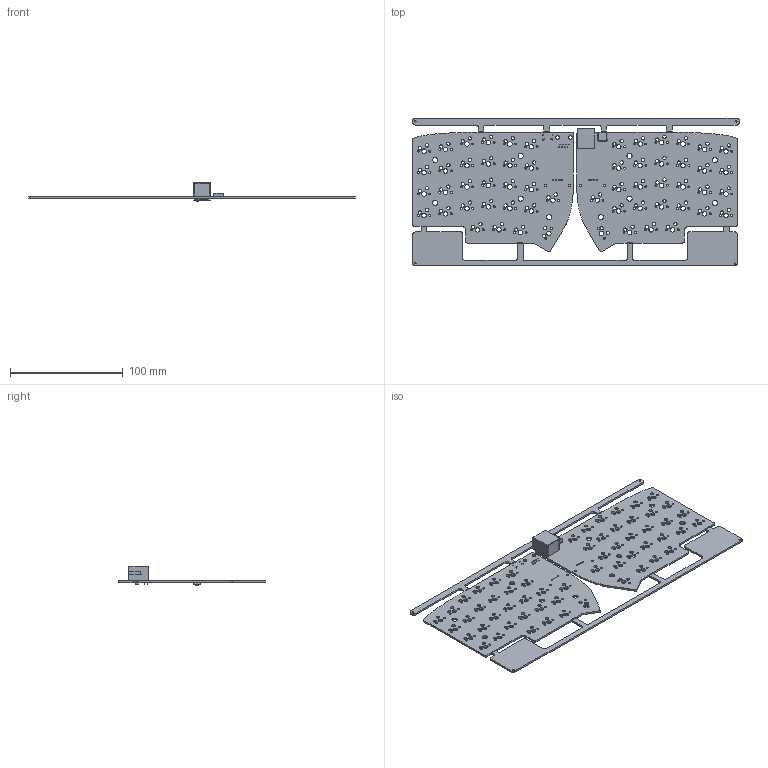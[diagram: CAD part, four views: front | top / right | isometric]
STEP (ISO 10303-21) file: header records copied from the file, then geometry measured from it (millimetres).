
FILE_DESCRIPTION(('KiCad electronic assembly'),'2;1');
FILE_NAME('Koca.step','2025-05-18T13:02:50',('Pcbnew'),('Kicad'), 'Open CASCADE STEP processor 7.8','KiCad to STEP converter','Unknown' );
FILE_SCHEMA(('AUTOMOTIVE_DESIGN { 1 0 10303 214 1 1 1 1 }'));
Length unit declared in the file: millimetre
Products named in the file (5): Koca 1; 54602-908LFc; HRO  TYPE-C-31-M-12; SW_SPST_CK_RS282G05A3; Koca58_PCB
Assembly tree (4 placements, depth 2):
  Koca 1
    54602-908LFc
    HRO  TYPE-C-31-M-12
    SW_SPST_CK_RS282G05A3
    Koca58_PCB
Bounding box: 290.06 x 131 x 16.89 mm (x, y, z)
Volume: 50250.1 mm3; surface area: 70450.6 mm2
Topology: 4 solids, 4 shells, 1121 faces, 3233 edges, 2146 vertices
Faces by surface type: plane 599, cylinder 500, cone 14, torus 8
Full cylindrical faces by diameter (mm): 0.5 x2, 0.6 x48, 0.65 x4, 0.76 x16, 1 x8, 1.152 x4, 1.7 x116, 2.2 x4, 3 x116, 3.2 x4, 4 x58, 4.65 x10
Entity records: 40085 total; most frequent: CARTESIAN_POINT 7215, ORIENTED_EDGE 6466, DIRECTION 6441, EDGE_CURVE 3233, LINE 2173, VECTOR 2173, VERTEX_POINT 2146, AXIS2_PLACEMENT_3D 2134
